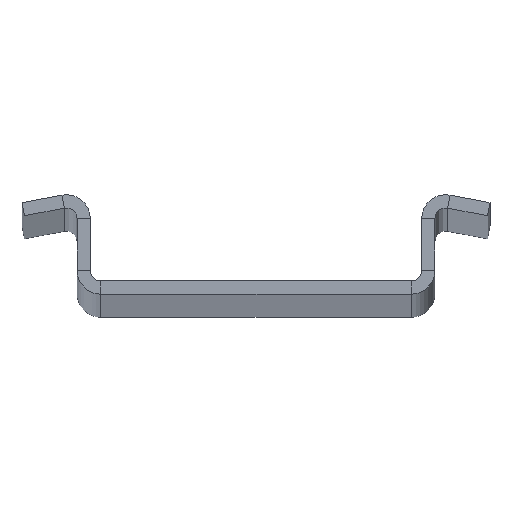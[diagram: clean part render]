
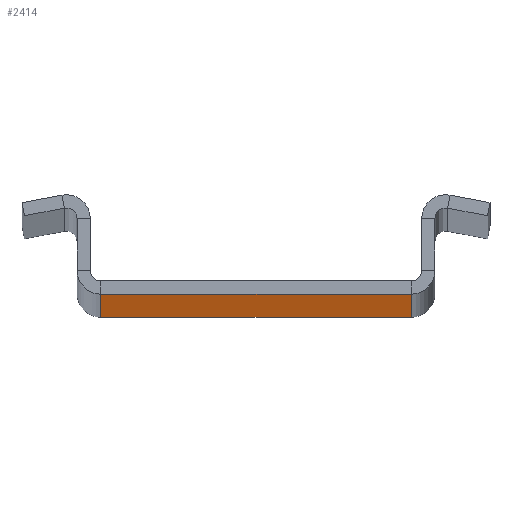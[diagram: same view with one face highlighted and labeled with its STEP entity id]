
A CAD part, top view. The second image highlights one B-rep face of the part: STEP entity #2414.
In plain terms, the highlighted planar face has unit normal (0, -1, 0).
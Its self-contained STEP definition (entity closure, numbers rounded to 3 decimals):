
#25 = PLANE ( 'NONE',  #16170 ) ;
#1046 = CARTESIAN_POINT ( 'NONE',  ( 11.7, -1., 0. ) ) ;
#1085 = CARTESIAN_POINT ( 'NONE',  ( -11.7, -1., 1000. ) ) ;
#1286 = DIRECTION ( 'NONE',  ( 0., 0., -1. ) ) ;
#1458 = CARTESIAN_POINT ( 'NONE',  ( -11.7, -1., 1000. ) ) ;
#2414 = ADVANCED_FACE ( 'NONE', ( #15530 ), #25, .F. ) ;
#2729 = DIRECTION ( 'NONE',  ( 1., 0., 0. ) ) ;
#4101 = ORIENTED_EDGE ( 'NONE', *, *, #19182, .F. ) ;
#4374 = CARTESIAN_POINT ( 'NONE',  ( -12.5, -1., 0. ) ) ;
#4408 = CARTESIAN_POINT ( 'NONE',  ( -11.7, -1., 0. ) ) ;
#5986 = EDGE_CURVE ( 'NONE', #12285, #8397, #8301, .T. ) ;
#6465 = VERTEX_POINT ( 'NONE', #6476 ) ;
#6476 = CARTESIAN_POINT ( 'NONE',  ( 11.7, -1., 1000. ) ) ;
#7163 = DIRECTION ( 'NONE',  ( 1., 0., 0. ) ) ;
#7190 = CARTESIAN_POINT ( 'NONE',  ( -12.5, -1., 1000. ) ) ;
#8301 = LINE ( 'NONE', #4374, #8337 ) ;
#8319 = EDGE_LOOP ( 'NONE', ( #10818, #14184, #4101, #16501 ) ) ;
#8337 = VECTOR ( 'NONE', #2729, 1000. ) ;
#8379 = VERTEX_POINT ( 'NONE', #1085 ) ;
#8397 = VERTEX_POINT ( 'NONE', #1046 ) ;
#8470 = VECTOR ( 'NONE', #7163, 1000. ) ;
#8567 = LINE ( 'NONE', #7190, #8470 ) ;
#10818 = ORIENTED_EDGE ( 'NONE', *, *, #5986, .T. ) ;
#12285 = VERTEX_POINT ( 'NONE', #4408 ) ;
#12849 = EDGE_CURVE ( 'NONE', #6465, #8397, #17423, .T. ) ;
#13551 = CARTESIAN_POINT ( 'NONE',  ( 11.7, -1., 1000. ) ) ;
#13894 = EDGE_CURVE ( 'NONE', #8379, #12285, #15826, .T. ) ;
#14184 = ORIENTED_EDGE ( 'NONE', *, *, #12849, .F. ) ;
#14519 = DIRECTION ( 'NONE',  ( 0., 0., -1. ) ) ;
#15530 = FACE_OUTER_BOUND ( 'NONE', #8319, .T. ) ;
#15694 = VECTOR ( 'NONE', #1286, 1000. ) ;
#15826 = LINE ( 'NONE', #1458, #15694 ) ;
#16170 = AXIS2_PLACEMENT_3D ( 'NONE', #18467, #18045, #17376 ) ;
#16501 = ORIENTED_EDGE ( 'NONE', *, *, #13894, .T. ) ;
#17340 = VECTOR ( 'NONE', #14519, 1000. ) ;
#17376 = DIRECTION ( 'NONE',  ( 0., 0., 1. ) ) ;
#17423 = LINE ( 'NONE', #13551, #17340 ) ;
#18045 = DIRECTION ( 'NONE',  ( 0., 1., 0. ) ) ;
#18467 = CARTESIAN_POINT ( 'NONE',  ( -12.5, -1., 1000. ) ) ;
#19182 = EDGE_CURVE ( 'NONE', #8379, #6465, #8567, .T. ) ;
